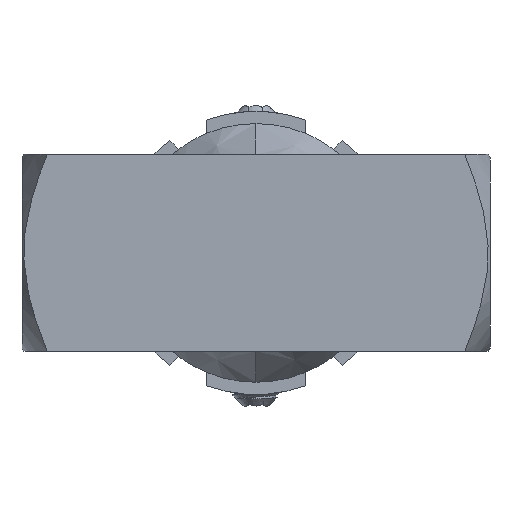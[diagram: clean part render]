
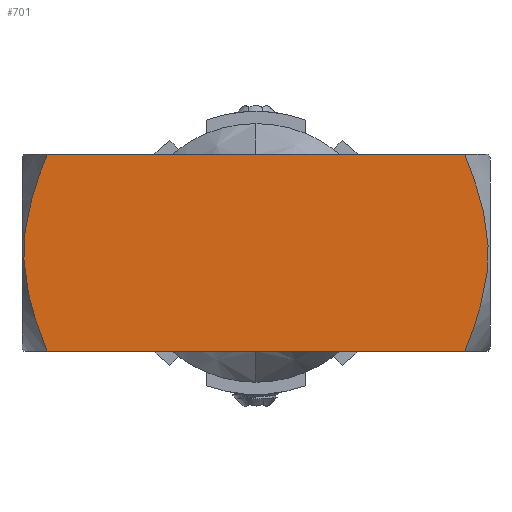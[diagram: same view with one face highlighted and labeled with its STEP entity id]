
A CAD part, front view. The second image highlights one B-rep face of the part: STEP entity #701.
In plain terms, the highlighted planar face has unit normal (0, -1, 0).
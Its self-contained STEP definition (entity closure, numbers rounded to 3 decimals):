
#370=PLANE('',#4458);
#495=FACE_OUTER_BOUND('',#1718,.T.);
#701=ADVANCED_FACE('',(#495),#370,.F.);
#978=LINE('',#9550,#1218);
#979=LINE('',#9559,#1219);
#1218=VECTOR('',#4948,1.);
#1219=VECTOR('',#4949,1.);
#1456=B_SPLINE_CURVE_WITH_KNOTS('',3,(#9542,#9543,#9544,#9545,#9546,#9547),
 .UNSPECIFIED.,.F.,.F.,(4,2,4),(0.,0.5,1.),.UNSPECIFIED.);
#1457=B_SPLINE_CURVE_WITH_KNOTS('',3,(#9552,#9553,#9554,#9555,#9556,#9557),
 .UNSPECIFIED.,.F.,.F.,(4,2,4),(0.,0.5,1.),.UNSPECIFIED.);
#1718=EDGE_LOOP('',(#2206,#2207,#2208,#2209));
#2206=ORIENTED_EDGE('',*,*,#3749,.F.);
#2207=ORIENTED_EDGE('',*,*,#3750,.T.);
#2208=ORIENTED_EDGE('',*,*,#3751,.F.);
#2209=ORIENTED_EDGE('',*,*,#3752,.F.);
#3294=VERTEX_POINT('',#9548);
#3295=VERTEX_POINT('',#9549);
#3296=VERTEX_POINT('',#9551);
#3297=VERTEX_POINT('',#9558);
#3749=EDGE_CURVE('',#3294,#3295,#1456,.T.);
#3750=EDGE_CURVE('',#3294,#3296,#978,.T.);
#3751=EDGE_CURVE('',#3297,#3296,#1457,.T.);
#3752=EDGE_CURVE('',#3295,#3297,#979,.T.);
#4458=AXIS2_PLACEMENT_3D('',#9560,#4950,#4951);
#4948=DIRECTION('',(1.,0.,0.));
#4949=DIRECTION('',(1.,0.,0.));
#4950=DIRECTION('',(0.,1.,0.));
#4951=DIRECTION('',(0.,0.,1.));
#9542=CARTESIAN_POINT('',(-16.942,-8.,-8.));
#9543=CARTESIAN_POINT('',(-17.989,-8.,-5.436));
#9544=CARTESIAN_POINT('',(-18.862,-8.,-2.731));
#9545=CARTESIAN_POINT('',(-18.849,-8.,2.799));
#9546=CARTESIAN_POINT('',(-17.982,-8.,5.453));
#9547=CARTESIAN_POINT('',(-16.942,-8.,8.));
#9548=CARTESIAN_POINT('',(-16.942,-8.,-8.));
#9549=CARTESIAN_POINT('',(-16.942,-8.,8.));
#9550=CARTESIAN_POINT('',(-19.,-8.,-8.));
#9551=CARTESIAN_POINT('',(16.942,-8.,-8.));
#9552=CARTESIAN_POINT('',(16.942,-8.,8.));
#9553=CARTESIAN_POINT('',(17.982,-8.,5.454));
#9554=CARTESIAN_POINT('',(18.849,-8.,2.799));
#9555=CARTESIAN_POINT('',(18.862,-8.,-2.735));
#9556=CARTESIAN_POINT('',(17.989,-8.,-5.437));
#9557=CARTESIAN_POINT('',(16.942,-8.,-8.));
#9558=CARTESIAN_POINT('',(16.942,-8.,8.));
#9559=CARTESIAN_POINT('',(-19.,-8.,8.));
#9560=CARTESIAN_POINT('',(-19.,-8.,8.));
